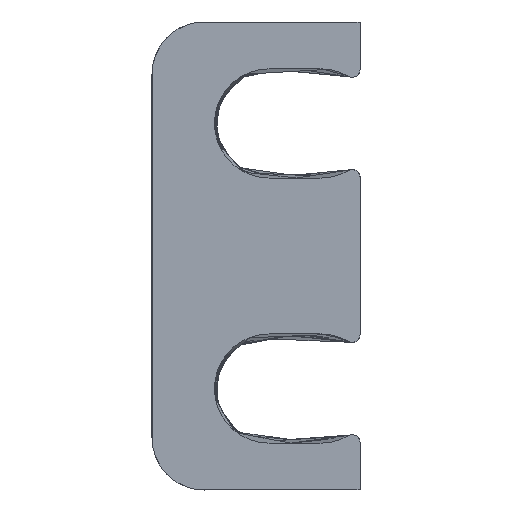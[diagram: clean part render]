
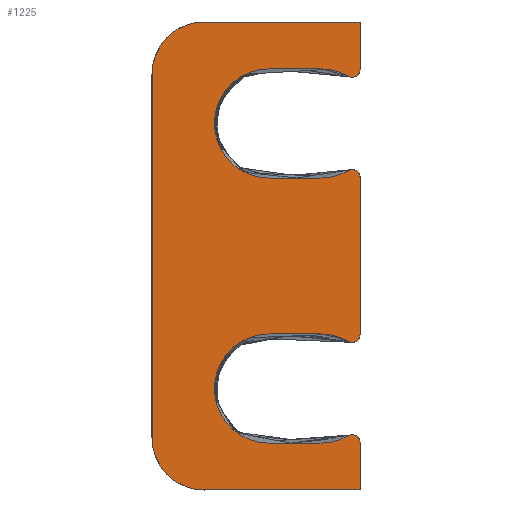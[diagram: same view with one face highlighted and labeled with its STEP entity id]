
A CAD part, left-side view. The second image highlights one B-rep face of the part: STEP entity #1225.
In plain terms, the highlighted planar face has unit normal (-1, 0, 0).
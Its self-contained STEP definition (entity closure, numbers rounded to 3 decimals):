
#103=LINE('',#2666,#207);
#106=LINE('',#2676,#210);
#111=LINE('',#2689,#215);
#112=LINE('',#2696,#216);
#113=LINE('',#2697,#217);
#114=LINE('',#2701,#218);
#115=LINE('',#2705,#219);
#116=LINE('',#2707,#220);
#117=LINE('',#2713,#221);
#118=LINE('',#2716,#222);
#207=VECTOR('',#1645,10.);
#210=VECTOR('',#1656,10.);
#215=VECTOR('',#1671,10.);
#216=VECTOR('',#1678,10.);
#217=VECTOR('',#1679,10.);
#218=VECTOR('',#1682,10.);
#219=VECTOR('',#1685,10.);
#220=VECTOR('',#1686,10.);
#221=VECTOR('',#1691,10.);
#222=VECTOR('',#1694,10.);
#330=FACE_OUTER_BOUND('',#402,.T.);
#402=EDGE_LOOP('',(#1045,#1046,#1047,#1048,#1049,#1050,#1051,#1052,#1053,
#1054,#1055,#1056,#1057,#1058,#1059,#1060,#1061,#1062,#1063,#1064,#1065,
#1066));
#468=CIRCLE('',#1335,2.1);
#469=CIRCLE('',#1337,0.3);
#476=CIRCLE('',#1350,2.1);
#477=CIRCLE('',#1354,0.3);
#478=CIRCLE('',#1356,2.1);
#479=CIRCLE('',#1359,2.1);
#480=CIRCLE('',#1360,0.3);
#481=CIRCLE('',#1361,2.);
#482=CIRCLE('',#1362,2.);
#483=CIRCLE('',#1363,0.3);
#484=CIRCLE('',#1364,2.1);
#485=CIRCLE('',#1365,2.1);
#576=VERTEX_POINT('',#2634);
#577=VERTEX_POINT('',#2636);
#578=VERTEX_POINT('',#2640);
#585=VERTEX_POINT('',#2664);
#586=VERTEX_POINT('',#2668);
#587=VERTEX_POINT('',#2673);
#588=VERTEX_POINT('',#2675);
#589=VERTEX_POINT('',#2679);
#590=VERTEX_POINT('',#2681);
#591=VERTEX_POINT('',#2685);
#592=VERTEX_POINT('',#2691);
#593=VERTEX_POINT('',#2692);
#594=VERTEX_POINT('',#2694);
#595=VERTEX_POINT('',#2698);
#596=VERTEX_POINT('',#2700);
#597=VERTEX_POINT('',#2702);
#598=VERTEX_POINT('',#2704);
#599=VERTEX_POINT('',#2706);
#600=VERTEX_POINT('',#2708);
#601=VERTEX_POINT('',#2710);
#602=VERTEX_POINT('',#2712);
#603=VERTEX_POINT('',#2714);
#726=EDGE_CURVE('',#576,#577,#468,.T.);
#728=EDGE_CURVE('',#577,#578,#469,.T.);
#741=EDGE_CURVE('',#585,#576,#103,.T.);
#743=EDGE_CURVE('',#586,#585,#476,.T.);
#745=EDGE_CURVE('',#587,#588,#106,.T.);
#748=EDGE_CURVE('',#589,#590,#477,.T.);
#750=EDGE_CURVE('',#590,#591,#478,.T.);
#752=EDGE_CURVE('',#591,#586,#111,.T.);
#753=EDGE_CURVE('',#592,#593,#479,.T.);
#754=EDGE_CURVE('',#594,#592,#480,.T.);
#755=EDGE_CURVE('',#578,#594,#112,.T.);
#756=EDGE_CURVE('',#588,#589,#113,.T.);
#757=EDGE_CURVE('',#595,#587,#481,.T.);
#758=EDGE_CURVE('',#596,#595,#114,.T.);
#759=EDGE_CURVE('',#597,#596,#482,.T.);
#760=EDGE_CURVE('',#598,#597,#115,.T.);
#761=EDGE_CURVE('',#599,#598,#116,.T.);
#762=EDGE_CURVE('',#600,#599,#483,.T.);
#763=EDGE_CURVE('',#601,#600,#484,.T.);
#764=EDGE_CURVE('',#602,#601,#117,.T.);
#765=EDGE_CURVE('',#603,#602,#485,.T.);
#766=EDGE_CURVE('',#593,#603,#118,.T.);
#1045=ORIENTED_EDGE('',*,*,#753,.F.);
#1046=ORIENTED_EDGE('',*,*,#754,.F.);
#1047=ORIENTED_EDGE('',*,*,#755,.F.);
#1048=ORIENTED_EDGE('',*,*,#728,.F.);
#1049=ORIENTED_EDGE('',*,*,#726,.F.);
#1050=ORIENTED_EDGE('',*,*,#741,.F.);
#1051=ORIENTED_EDGE('',*,*,#743,.F.);
#1052=ORIENTED_EDGE('',*,*,#752,.F.);
#1053=ORIENTED_EDGE('',*,*,#750,.F.);
#1054=ORIENTED_EDGE('',*,*,#748,.F.);
#1055=ORIENTED_EDGE('',*,*,#756,.F.);
#1056=ORIENTED_EDGE('',*,*,#745,.F.);
#1057=ORIENTED_EDGE('',*,*,#757,.F.);
#1058=ORIENTED_EDGE('',*,*,#758,.F.);
#1059=ORIENTED_EDGE('',*,*,#759,.F.);
#1060=ORIENTED_EDGE('',*,*,#760,.F.);
#1061=ORIENTED_EDGE('',*,*,#761,.F.);
#1062=ORIENTED_EDGE('',*,*,#762,.F.);
#1063=ORIENTED_EDGE('',*,*,#763,.F.);
#1064=ORIENTED_EDGE('',*,*,#764,.F.);
#1065=ORIENTED_EDGE('',*,*,#765,.F.);
#1066=ORIENTED_EDGE('',*,*,#766,.F.);
#1168=PLANE('',#1358);
#1225=ADVANCED_FACE('',(#330),#1168,.T.);
#1335=AXIS2_PLACEMENT_3D('',#2637,#1610,#1611);
#1337=AXIS2_PLACEMENT_3D('',#2641,#1615,#1616);
#1350=AXIS2_PLACEMENT_3D('',#2670,#1649,#1650);
#1354=AXIS2_PLACEMENT_3D('',#2682,#1661,#1662);
#1356=AXIS2_PLACEMENT_3D('',#2686,#1666,#1667);
#1358=AXIS2_PLACEMENT_3D('',#2690,#1672,#1673);
#1359=AXIS2_PLACEMENT_3D('',#2693,#1674,#1675);
#1360=AXIS2_PLACEMENT_3D('',#2695,#1676,#1677);
#1361=AXIS2_PLACEMENT_3D('',#2699,#1680,#1681);
#1362=AXIS2_PLACEMENT_3D('',#2703,#1683,#1684);
#1363=AXIS2_PLACEMENT_3D('',#2709,#1687,#1688);
#1364=AXIS2_PLACEMENT_3D('',#2711,#1689,#1690);
#1365=AXIS2_PLACEMENT_3D('',#2715,#1692,#1693);
#1610=DIRECTION('center_axis',(-1.,0.,0.));
#1611=DIRECTION('ref_axis',(0.,-0.5,0.866));
#1615=DIRECTION('center_axis',(1.,0.,0.));
#1616=DIRECTION('ref_axis',(0.,-1.,0.));
#1645=DIRECTION('',(0.,-1.,0.));
#1649=DIRECTION('center_axis',(-1.,0.,0.));
#1650=DIRECTION('ref_axis',(0.,0.,1.));
#1656=DIRECTION('',(0.,-1.,0.));
#1661=DIRECTION('center_axis',(1.,0.,0.));
#1662=DIRECTION('ref_axis',(0.,0.5,-0.866));
#1666=DIRECTION('center_axis',(-1.,0.,0.));
#1667=DIRECTION('ref_axis',(0.,-0.5,0.866));
#1671=DIRECTION('',(0.,1.,0.));
#1672=DIRECTION('center_axis',(-1.,0.,0.));
#1673=DIRECTION('ref_axis',(0.,0.,1.));
#1674=DIRECTION('center_axis',(-1.,0.,0.));
#1675=DIRECTION('ref_axis',(0.,-0.5,0.866));
#1676=DIRECTION('center_axis',(1.,0.,0.));
#1677=DIRECTION('ref_axis',(0.,0.5,-0.866));
#1678=DIRECTION('',(0.,0.,-1.));
#1679=DIRECTION('',(0.,0.,-1.));
#1680=DIRECTION('center_axis',(1.,0.,0.));
#1681=DIRECTION('ref_axis',(0.,1.,0.));
#1682=DIRECTION('',(0.,0.,1.));
#1683=DIRECTION('center_axis',(1.,0.,0.));
#1684=DIRECTION('ref_axis',(0.,0.,-1.));
#1685=DIRECTION('',(0.,1.,0.));
#1686=DIRECTION('',(0.,0.,-1.));
#1687=DIRECTION('center_axis',(1.,0.,0.));
#1688=DIRECTION('ref_axis',(0.,-1.,0.));
#1689=DIRECTION('center_axis',(-1.,0.,0.));
#1690=DIRECTION('ref_axis',(0.,-0.5,0.866));
#1691=DIRECTION('',(0.,-1.,0.));
#1692=DIRECTION('center_axis',(-1.,0.,0.));
#1693=DIRECTION('ref_axis',(0.,0.,1.));
#1694=DIRECTION('',(0.,1.,0.));
#2634=CARTESIAN_POINT('',(-152.672,6.5,3.));
#2636=CARTESIAN_POINT('',(-152.672,5.45,3.281));
#2637=CARTESIAN_POINT('Origin',(-152.672,6.5,5.1));
#2640=CARTESIAN_POINT('',(-152.672,5.,3.022));
#2641=CARTESIAN_POINT('Origin',(-152.672,5.3,3.022));
#2664=CARTESIAN_POINT('',(-152.672,8.5,3.));
#2666=CARTESIAN_POINT('',(-152.672,7.75,3.));
#2668=CARTESIAN_POINT('',(-152.672,8.5,7.2));
#2670=CARTESIAN_POINT('Origin',(-152.672,8.5,5.1));
#2673=CARTESIAN_POINT('',(-152.672,11.,9.));
#2675=CARTESIAN_POINT('',(-152.672,5.,9.));
#2676=CARTESIAN_POINT('',(-152.672,7.,9.));
#2679=CARTESIAN_POINT('',(-152.672,5.,7.178));
#2681=CARTESIAN_POINT('',(-152.672,5.45,6.919));
#2682=CARTESIAN_POINT('Origin',(-152.672,5.3,7.178));
#2685=CARTESIAN_POINT('',(-152.672,6.5,7.2));
#2686=CARTESIAN_POINT('Origin',(-152.672,6.5,5.1));
#2689=CARTESIAN_POINT('',(-152.672,8.75,7.2));
#2690=CARTESIAN_POINT('Origin',(-152.672,9.,0.));
#2691=CARTESIAN_POINT('',(-152.672,5.45,-3.281));
#2692=CARTESIAN_POINT('',(-152.672,6.5,-3.));
#2693=CARTESIAN_POINT('Origin',(-152.672,6.5,-5.1));
#2694=CARTESIAN_POINT('',(-152.672,5.,-3.022));
#2695=CARTESIAN_POINT('Origin',(-152.672,5.3,-3.022));
#2696=CARTESIAN_POINT('',(-152.672,5.,-1.511));
#2697=CARTESIAN_POINT('',(-152.672,5.,3.589));
#2698=CARTESIAN_POINT('',(-152.672,13.,7.));
#2699=CARTESIAN_POINT('Origin',(-152.672,11.,7.));
#2700=CARTESIAN_POINT('',(-152.672,13.,-7.));
#2701=CARTESIAN_POINT('',(-152.672,13.,3.5));
#2702=CARTESIAN_POINT('',(-152.672,11.,-9.));
#2703=CARTESIAN_POINT('Origin',(-152.672,11.,-7.));
#2704=CARTESIAN_POINT('',(-152.672,5.,-9.));
#2705=CARTESIAN_POINT('',(-152.672,10.,-9.));
#2706=CARTESIAN_POINT('',(-152.672,5.,-7.178));
#2707=CARTESIAN_POINT('',(-152.672,5.,-4.5));
#2708=CARTESIAN_POINT('',(-152.672,5.45,-6.919));
#2709=CARTESIAN_POINT('Origin',(-152.672,5.3,-7.178));
#2710=CARTESIAN_POINT('',(-152.672,6.5,-7.2));
#2711=CARTESIAN_POINT('Origin',(-152.672,6.5,-5.1));
#2712=CARTESIAN_POINT('',(-152.672,8.5,-7.2));
#2713=CARTESIAN_POINT('',(-152.672,7.75,-7.2));
#2714=CARTESIAN_POINT('',(-152.672,8.5,-3.));
#2715=CARTESIAN_POINT('Origin',(-152.672,8.5,-5.1));
#2716=CARTESIAN_POINT('',(-152.672,8.75,-3.));
